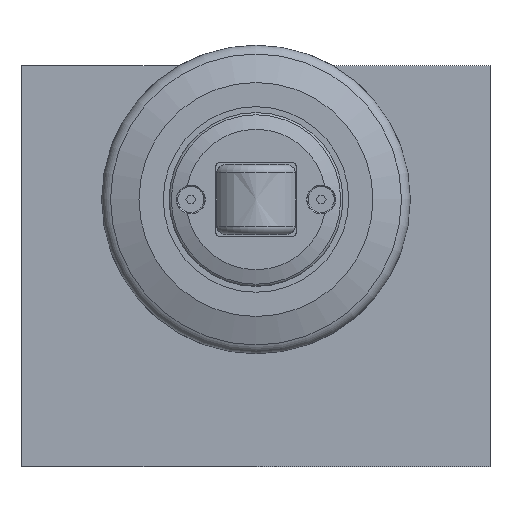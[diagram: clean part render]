
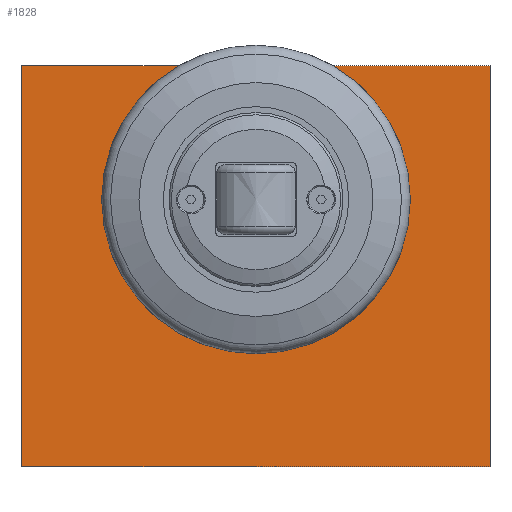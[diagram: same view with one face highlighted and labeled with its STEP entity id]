
A CAD part, front view. The second image highlights one B-rep face of the part: STEP entity #1828.
In plain terms, the highlighted planar face has unit normal (0, -1, 0).
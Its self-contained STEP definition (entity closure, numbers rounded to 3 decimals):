
#74=FACE_BOUND('',#359,.T.);
#158=CIRCLE('',#2003,29.);
#254=FACE_OUTER_BOUND('',#358,.T.);
#358=EDGE_LOOP('',(#1546,#1547,#1548,#1549));
#359=EDGE_LOOP('',(#1550));
#514=LINE('',#3136,#675);
#515=LINE('',#3138,#676);
#516=LINE('',#3140,#677);
#517=LINE('',#3141,#678);
#675=VECTOR('',#2477,10.);
#676=VECTOR('',#2478,10.);
#677=VECTOR('',#2479,10.);
#678=VECTOR('',#2480,10.);
#829=VERTEX_POINT('',#3053);
#856=VERTEX_POINT('',#3134);
#857=VERTEX_POINT('',#3135);
#858=VERTEX_POINT('',#3137);
#859=VERTEX_POINT('',#3139);
#1062=EDGE_CURVE('',#829,#829,#158,.T.);
#1101=EDGE_CURVE('',#856,#857,#514,.T.);
#1102=EDGE_CURVE('',#858,#857,#515,.T.);
#1103=EDGE_CURVE('',#859,#858,#516,.T.);
#1104=EDGE_CURVE('',#859,#856,#517,.T.);
#1546=ORIENTED_EDGE('',*,*,#1101,.T.);
#1547=ORIENTED_EDGE('',*,*,#1102,.F.);
#1548=ORIENTED_EDGE('',*,*,#1103,.F.);
#1549=ORIENTED_EDGE('',*,*,#1104,.T.);
#1550=ORIENTED_EDGE('',*,*,#1062,.T.);
#1740=PLANE('',#2019);
#1828=ADVANCED_FACE('',(#254,#74),#1740,.T.);
#2003=AXIS2_PLACEMENT_3D('',#3055,#2407,#2408);
#2019=AXIS2_PLACEMENT_3D('',#3133,#2475,#2476);
#2407=DIRECTION('center_axis',(0.,1.,0.));
#2408=DIRECTION('ref_axis',(-1.,0.,0.));
#2475=DIRECTION('center_axis',(0.,-1.,0.));
#2476=DIRECTION('ref_axis',(0.,0.,-1.));
#2477=DIRECTION('',(0.,0.,1.));
#2478=DIRECTION('',(1.,0.,0.));
#2479=DIRECTION('',(0.,0.,1.));
#2480=DIRECTION('',(1.,0.,0.));
#3053=CARTESIAN_POINT('',(99.,0.,80.));
#3055=CARTESIAN_POINT('Origin',(70.,0.,80.));
#3133=CARTESIAN_POINT('Origin',(0.,0.,0.));
#3134=CARTESIAN_POINT('',(140.,0.,0.));
#3135=CARTESIAN_POINT('',(140.,0.,120.));
#3136=CARTESIAN_POINT('',(140.,0.,0.));
#3137=CARTESIAN_POINT('',(0.,0.,120.));
#3138=CARTESIAN_POINT('',(0.,0.,120.));
#3139=CARTESIAN_POINT('',(0.,0.,0.));
#3140=CARTESIAN_POINT('',(0.,0.,0.));
#3141=CARTESIAN_POINT('',(0.,0.,0.));
